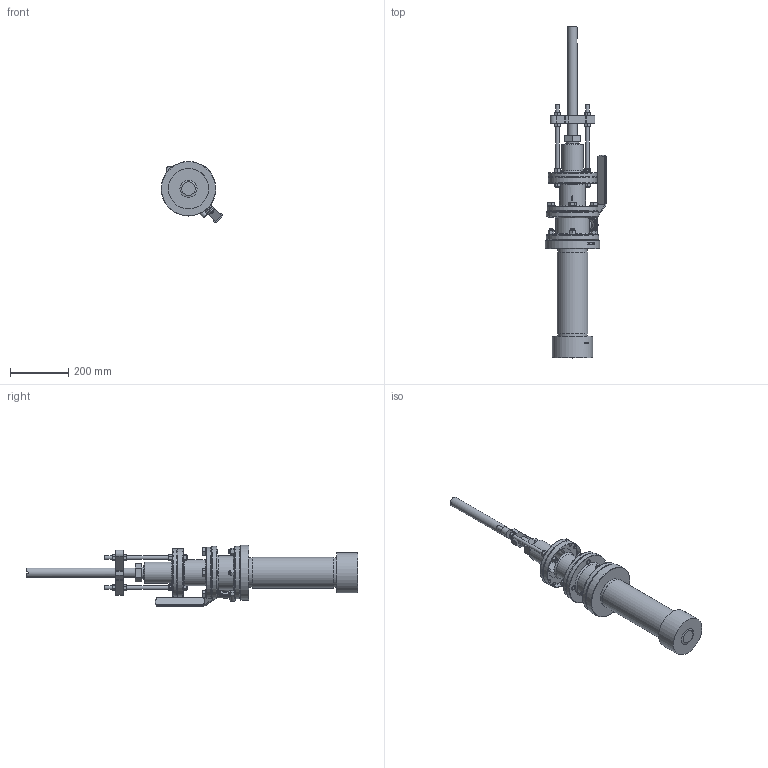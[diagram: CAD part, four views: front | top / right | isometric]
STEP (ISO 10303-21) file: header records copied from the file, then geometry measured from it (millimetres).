
FILE_DESCRIPTION (( 'STEP AP214' ), '1' );
FILE_NAME ('DB-60-SA-02A Sea Valve 65 mm, Double Bottom SKIPPER DNV-appr_defeature.STEP', '2020-03-31T12:09:25', ( '' ), ( '' ), 'SwSTEP 2.0', 'SolidWorks 2020', '' );
FILE_SCHEMA (( 'AUTOMOTIVE_DESIGN' ));
Length unit declared in the file: millimetre
Products named in the file (1): DB-60-SA-02A Sea Valve 65 mm, Double Bottom SKIPPER DNV-appr_defeature
Bounding box: 210.93 x 1135.8 x 209.68 mm (x, y, z)
Surface area: 726888.7 mm2 (no closed solid volume)
Topology: 0 solids, 15 shells, 1095 faces, 3188 edges, 2139 vertices
Faces by surface type: plane 637, cone 185, cylinder 152, bspline 58, torus 57, sphere 6
Full cylindrical faces by diameter (mm): 12 x24, 14.5 x4, 15 x4, 16 x9, 17.5 x1, 18 x6, 24 x5, 32 x4, 42 x1, 50 x1, 64 x3, 73 x1, 89 x1, 101 x2, 105 x1, 128 x2, 138 x1, 165 x2, 174 x1, 187 x1
Entity records: 52295 total; most frequent: CARTESIAN_POINT 14028, ORIENTED_EDGE 5389, DIRECTION 4908, EDGE_CURVE 3001, VERTEX_POINT 2085, AXIS2_PLACEMENT_3D 1763, LINE 1382, VECTOR 1382
